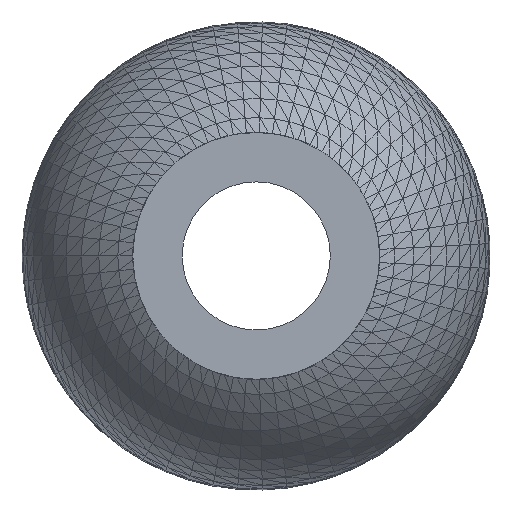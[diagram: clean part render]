
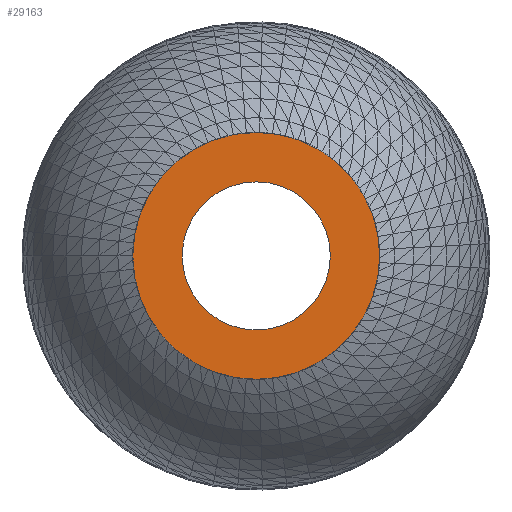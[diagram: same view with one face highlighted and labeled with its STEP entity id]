
A CAD part, front view. The second image highlights one B-rep face of the part: STEP entity #29163.
In plain terms, the highlighted planar face has unit normal (0, -1, 0).
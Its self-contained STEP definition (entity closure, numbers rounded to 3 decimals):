
#16=FACE_BOUND('',#7226,.T.);
#2462=PLANE('',#31629);
#2465=CIRCLE('',#31510,1.65);
#2466=CIRCLE('',#31630,2.75);
#4846=FACE_OUTER_BOUND('',#7225,.T.);
#7225=EDGE_LOOP('',(#26615));
#7226=EDGE_LOOP('',(#26616));
#15564=VERTEX_POINT('',#48754);
#15623=VERTEX_POINT('',#48992);
#19209=EDGE_CURVE('',#15564,#15564,#2465,.T.);
#19327=EDGE_CURVE('',#15623,#15623,#2466,.T.);
#26615=ORIENTED_EDGE('',*,*,#19327,.F.);
#26616=ORIENTED_EDGE('',*,*,#19209,.F.);
#29163=ADVANCED_FACE('',(#4846,#16),#2462,.T.);
#31510=AXIS2_PLACEMENT_3D('',#48756,#39722,#39723);
#31629=AXIS2_PLACEMENT_3D('',#48991,#40018,#40019);
#31630=AXIS2_PLACEMENT_3D('',#48993,#40020,#40021);
#39722=DIRECTION('center_axis',(0.,-1.,0.));
#39723=DIRECTION('ref_axis',(-1.,0.,0.));
#40018=DIRECTION('center_axis',(0.,-1.,0.));
#40019=DIRECTION('ref_axis',(1.,0.,0.));
#40020=DIRECTION('center_axis',(0.,1.,0.));
#40021=DIRECTION('ref_axis',(1.,0.,0.));
#48754=CARTESIAN_POINT('',(9.402,11.867,7.753));
#48756=CARTESIAN_POINT('Origin',(7.752,11.867,7.753));
#48991=CARTESIAN_POINT('Origin',(7.752,11.867,7.753));
#48992=CARTESIAN_POINT('',(5.002,11.867,7.753));
#48993=CARTESIAN_POINT('Origin',(7.752,11.867,7.753));
